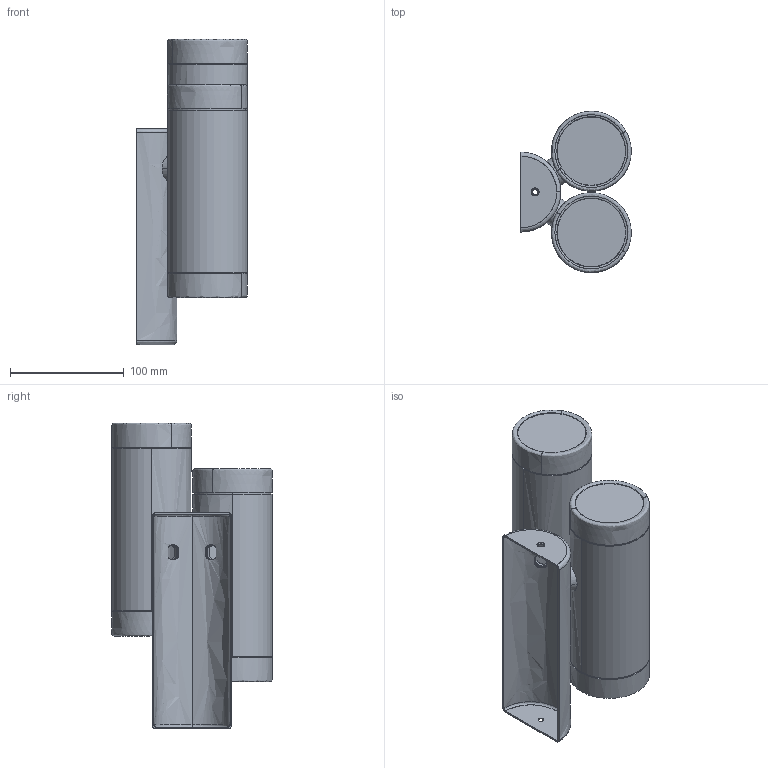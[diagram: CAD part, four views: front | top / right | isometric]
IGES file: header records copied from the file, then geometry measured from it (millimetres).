
Start section: SolidWorks IGES file using analytic representation for surfaces
Global section: file name: DOWNLOAD STEPS WALL 2L.IGS; native system: SolidWorks 2012; preprocessor: SolidWorks 2012; author: ZairaHolgado; date: 140401.124950; units: millimetre
Bounding box: 96.92 x 141.5 x 268.5 mm (x, y, z)
Surface area: 256819.4 mm2 (no closed solid volume)
Topology: 0 solids, 0 shells, 124 faces, 3620 edges, 3618 vertices
Faces by surface type: bspline 73, revolution 51
